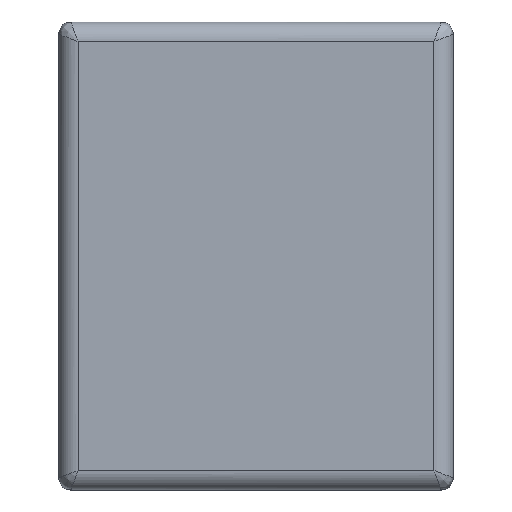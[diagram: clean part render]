
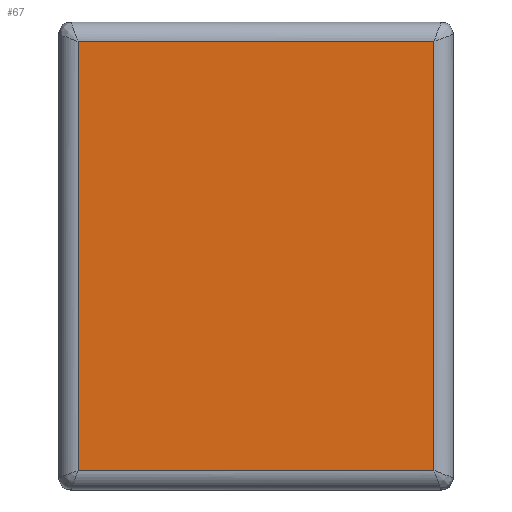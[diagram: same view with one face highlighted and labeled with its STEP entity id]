
A CAD part, left-side view. The second image highlights one B-rep face of the part: STEP entity #67.
In plain terms, the highlighted planar face has unit normal (-1, 0, 0).
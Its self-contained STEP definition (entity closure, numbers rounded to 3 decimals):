
#31=DIRECTION ( 'NONE',  ( 1., 0., 0. ) );
#45=DIRECTION ( 'NONE',  ( 0., 0., -1. ) );
#67=ADVANCED_FACE ( 'NONE', ( #1567 ), #1348, .F. );
#81=DIRECTION ( 'NONE',  ( 0., -1., 0. ) );
#119=ORIENTED_EDGE ( 'NONE', *, *, #228, .T. );
#130=CARTESIAN_POINT ( 'NONE',  ( -1.6, -0.73, 1.84 ) );
#152=DIRECTION ( 'NONE',  ( 0., 0., 1. ) );
#175=CARTESIAN_POINT ( 'NONE',  ( -1.6, -0.73, 1.92 ) );
#201=VERTEX_POINT ( 'NONE', #795 );
#212=ORIENTED_EDGE ( 'NONE', *, *, #1202, .T. );
#228=EDGE_CURVE ( 'NONE', #315, #201, #318, .T. );
#275=CARTESIAN_POINT ( 'NONE',  ( -1.6, 0.73, 1.84 ) );
#315=VERTEX_POINT ( 'NONE', #346 );
#318=LINE ( 'NONE', #335, #607 );
#322=EDGE_CURVE ( 'NONE', #201, #1369, #421, .T. );
#335=CARTESIAN_POINT ( 'NONE',  ( -1.6, 0., 0.08 ) );
#346=CARTESIAN_POINT ( 'NONE',  ( -1.6, 0.73, 0.08 ) );
#367=VECTOR ( 'NONE', #152, 1000. );
#390=VECTOR ( 'NONE', #1170, 1000. );
#421=LINE ( 'NONE', #175, #367 );
#469=CARTESIAN_POINT ( 'NONE',  ( -1.6, -0.81, 1.84 ) );
#584=EDGE_LOOP ( 'NONE', ( #212, #119, #608, #1130 ) );
#607=VECTOR ( 'NONE', #81, 1000. );
#608=ORIENTED_EDGE ( 'NONE', *, *, #322, .T. );
#668=VECTOR ( 'NONE', #989, 1000. );
#769=EDGE_CURVE ( 'NONE', #1369, #1382, #895, .T. );
#795=CARTESIAN_POINT ( 'NONE',  ( -1.6, -0.73, 0.08 ) );
#895=LINE ( 'NONE', #469, #390 );
#970=AXIS2_PLACEMENT_3D ( 'NONE', #1272, #31, #45 );
#986=CARTESIAN_POINT ( 'NONE',  ( -1.6, 0.73, 1.92 ) );
#989=DIRECTION ( 'NONE',  ( 0., 0., -1. ) );
#1130=ORIENTED_EDGE ( 'NONE', *, *, #769, .T. );
#1170=DIRECTION ( 'NONE',  ( 0., 1., 0. ) );
#1202=EDGE_CURVE ( 'NONE', #1382, #315, #1497, .T. );
#1272=CARTESIAN_POINT ( 'NONE',  ( -1.6, -0.81, 1.92 ) );
#1348=PLANE ( 'NONE',  #970 );
#1369=VERTEX_POINT ( 'NONE', #130 );
#1382=VERTEX_POINT ( 'NONE', #275 );
#1497=LINE ( 'NONE', #986, #668 );
#1567=FACE_OUTER_BOUND ( 'NONE', #584, .T. );
